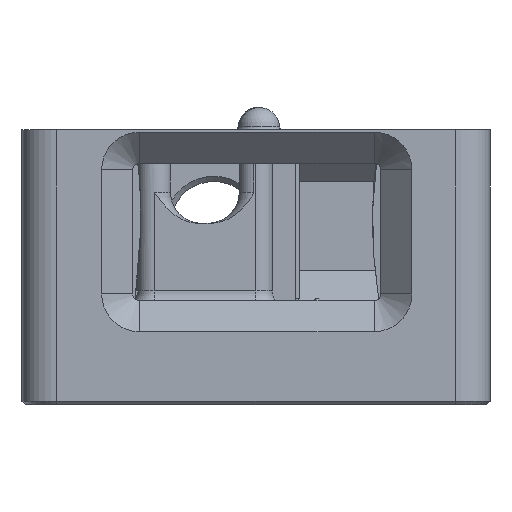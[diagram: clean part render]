
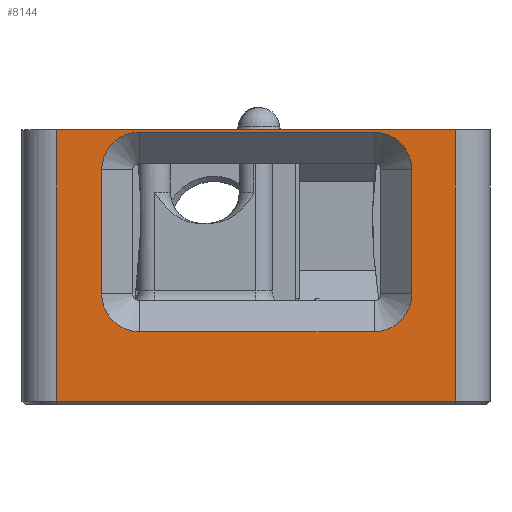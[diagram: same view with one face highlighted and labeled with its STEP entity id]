
A CAD part, front view. The second image highlights one B-rep face of the part: STEP entity #8144.
In plain terms, the highlighted planar face has unit normal (0, -1, 0).
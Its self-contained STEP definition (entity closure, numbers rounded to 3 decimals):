
#140=FACE_BOUND('',#1916,.T.);
#605=CIRCLE('',#8631,4.25);
#802=CIRCLE('',#9030,4.25);
#803=CIRCLE('',#9031,4.25);
#804=CIRCLE('',#9032,4.25);
#954=PLANE('',#9029);
#1381=FACE_OUTER_BOUND('',#1915,.T.);
#1915=EDGE_LOOP('',(#7286,#7287,#7288,#7289));
#1916=EDGE_LOOP('',(#7290,#7291,#7292,#7293,#7294,#7295,#7296,#7297));
#2227=LINE('',#12973,#2791);
#2284=LINE('',#13393,#2848);
#2487=LINE('',#16201,#3051);
#2488=LINE('',#16203,#3052);
#2489=LINE('',#16204,#3053);
#2490=LINE('',#16208,#3054);
#2491=LINE('',#16212,#3055);
#2492=LINE('',#16215,#3056);
#2791=VECTOR('',#10017,10.);
#2848=VECTOR('',#10192,10.);
#3051=VECTOR('',#11187,10.);
#3052=VECTOR('',#11188,10.);
#3053=VECTOR('',#11189,10.);
#3054=VECTOR('',#11192,10.);
#3055=VECTOR('',#11195,10.);
#3056=VECTOR('',#11198,10.);
#3630=VERTEX_POINT('',#12970);
#3631=VERTEX_POINT('',#12972);
#3724=VERTEX_POINT('',#13382);
#3726=VERTEX_POINT('',#13385);
#3728=VERTEX_POINT('',#13391);
#3991=VERTEX_POINT('',#16200);
#3992=VERTEX_POINT('',#16202);
#3993=VERTEX_POINT('',#16205);
#3994=VERTEX_POINT('',#16207);
#3995=VERTEX_POINT('',#16209);
#3996=VERTEX_POINT('',#16211);
#3997=VERTEX_POINT('',#16213);
#4510=EDGE_CURVE('',#3631,#3630,#2227,.T.);
#4622=EDGE_CURVE('',#3724,#3726,#605,.T.);
#4626=EDGE_CURVE('',#3728,#3724,#2284,.T.);
#5120=EDGE_CURVE('',#3991,#3630,#2487,.T.);
#5121=EDGE_CURVE('',#3992,#3991,#2488,.T.);
#5122=EDGE_CURVE('',#3631,#3992,#2489,.T.);
#5123=EDGE_CURVE('',#3993,#3728,#802,.T.);
#5124=EDGE_CURVE('',#3994,#3993,#2490,.T.);
#5125=EDGE_CURVE('',#3995,#3994,#803,.T.);
#5126=EDGE_CURVE('',#3996,#3995,#2491,.T.);
#5127=EDGE_CURVE('',#3997,#3996,#804,.T.);
#5128=EDGE_CURVE('',#3726,#3997,#2492,.T.);
#7286=ORIENTED_EDGE('',*,*,#5120,.F.);
#7287=ORIENTED_EDGE('',*,*,#5121,.F.);
#7288=ORIENTED_EDGE('',*,*,#5122,.F.);
#7289=ORIENTED_EDGE('',*,*,#4510,.T.);
#7290=ORIENTED_EDGE('',*,*,#5123,.F.);
#7291=ORIENTED_EDGE('',*,*,#5124,.F.);
#7292=ORIENTED_EDGE('',*,*,#5125,.F.);
#7293=ORIENTED_EDGE('',*,*,#5126,.F.);
#7294=ORIENTED_EDGE('',*,*,#5127,.F.);
#7295=ORIENTED_EDGE('',*,*,#5128,.F.);
#7296=ORIENTED_EDGE('',*,*,#4622,.F.);
#7297=ORIENTED_EDGE('',*,*,#4626,.F.);
#8144=ADVANCED_FACE('',(#1381,#140),#954,.T.);
#8631=AXIS2_PLACEMENT_3D('',#13386,#10184,#10185);
#9029=AXIS2_PLACEMENT_3D('',#16199,#11185,#11186);
#9030=AXIS2_PLACEMENT_3D('',#16206,#11190,#11191);
#9031=AXIS2_PLACEMENT_3D('',#16210,#11193,#11194);
#9032=AXIS2_PLACEMENT_3D('',#16214,#11196,#11197);
#10017=DIRECTION('',(-1.,0.,0.));
#10184=DIRECTION('center_axis',(0.,-1.,0.));
#10185=DIRECTION('ref_axis',(0.707,0.,-0.707));
#10192=DIRECTION('',(1.,0.,0.));
#11185=DIRECTION('center_axis',(0.,-1.,0.));
#11186=DIRECTION('ref_axis',(1.,0.,0.));
#11187=DIRECTION('',(0.,0.,1.));
#11188=DIRECTION('',(-1.,0.,0.));
#11189=DIRECTION('',(0.,0.,-1.));
#11190=DIRECTION('center_axis',(0.,-1.,0.));
#11191=DIRECTION('ref_axis',(-0.707,0.,-0.707));
#11192=DIRECTION('',(0.,0.,-1.));
#11193=DIRECTION('center_axis',(0.,-1.,0.));
#11194=DIRECTION('ref_axis',(-0.707,0.,0.707));
#11195=DIRECTION('',(-1.,0.,0.));
#11196=DIRECTION('center_axis',(0.,-1.,0.));
#11197=DIRECTION('ref_axis',(0.707,0.,0.707));
#11198=DIRECTION('',(0.,0.,1.));
#12970=CARTESIAN_POINT('',(-22.5,-319.235,-8.435));
#12972=CARTESIAN_POINT('',(22.5,-319.235,-8.435));
#12973=CARTESIAN_POINT('',(-13.2,-319.235,-8.435));
#13382=CARTESIAN_POINT('',(13.337,-319.235,-31.185));
#13385=CARTESIAN_POINT('',(17.587,-319.235,-26.935));
#13386=CARTESIAN_POINT('Origin',(13.337,-319.235,-26.935));
#13391=CARTESIAN_POINT('',(-13.163,-319.235,-31.185));
#13393=CARTESIAN_POINT('',(-20.157,-319.235,-31.185));
#16199=CARTESIAN_POINT('Origin',(-26.4,-319.235,-12.435));
#16200=CARTESIAN_POINT('',(-22.5,-319.235,-39.035));
#16201=CARTESIAN_POINT('',(-22.5,-319.235,-12.435));
#16202=CARTESIAN_POINT('',(22.5,-319.235,-39.035));
#16203=CARTESIAN_POINT('',(-13.2,-319.235,-39.035));
#16204=CARTESIAN_POINT('',(22.5,-319.235,-37.435));
#16205=CARTESIAN_POINT('',(-17.413,-319.235,-26.935));
#16206=CARTESIAN_POINT('Origin',(-13.163,-319.235,-26.935));
#16207=CARTESIAN_POINT('',(-17.413,-319.235,-12.935));
#16208=CARTESIAN_POINT('',(-17.413,-319.235,-20.435));
#16209=CARTESIAN_POINT('',(-13.163,-319.235,-8.685));
#16210=CARTESIAN_POINT('Origin',(-13.163,-319.235,-12.935));
#16211=CARTESIAN_POINT('',(13.337,-319.235,-8.685));
#16212=CARTESIAN_POINT('',(-6.157,-319.235,-8.685));
#16213=CARTESIAN_POINT('',(17.587,-319.235,-12.935));
#16214=CARTESIAN_POINT('Origin',(13.337,-319.235,-12.935));
#16215=CARTESIAN_POINT('',(17.587,-319.235,-20.435));
